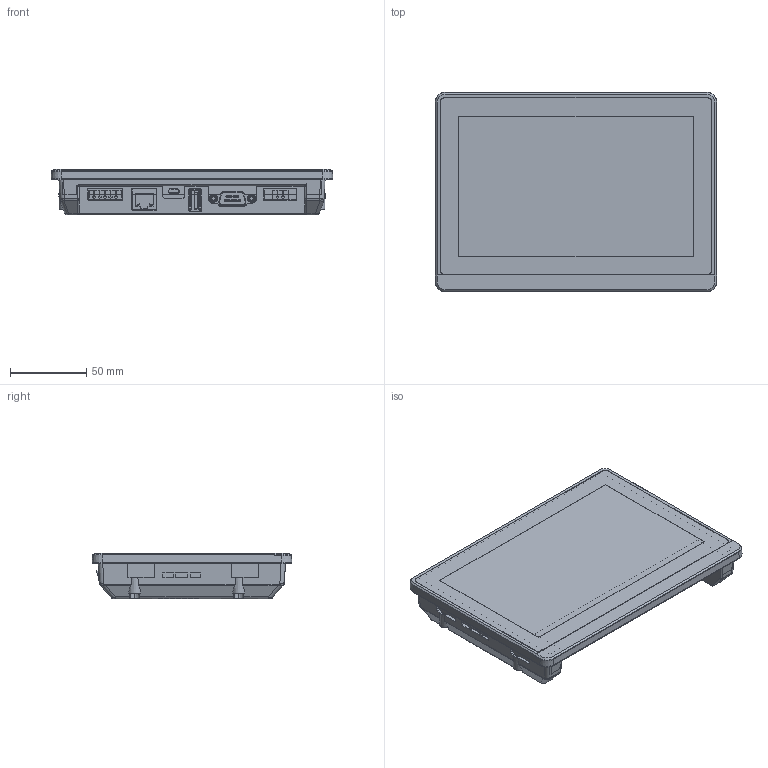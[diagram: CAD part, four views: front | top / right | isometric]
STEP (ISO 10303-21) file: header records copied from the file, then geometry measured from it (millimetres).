
FILE_DESCRIPTION (( 'STEP AP214' ), '1' );
FILE_NAME ('ETÑ-A8TS-HSSE-S-070_Ïàíåëü îïåðàòîðà åìêîñòíàÿ ETÑ 7” ïëàñòèêîâûé êîðïóñ ONI.STEP', '2018-09-25T13:15:28', ( '' ), ( '' ), 'SwSTEP 2.0', 'SolidWorks 2014', '' );
FILE_SCHEMA (( 'AUTOMOTIVE_DESIGN' ));
Length unit declared in the file: millimetre
Products named in the file (1): ETÑ-A8TS-HSSE-S-070_Ïàíåëü îïåðàòîðà åìêîñòíàÿ ETÑ 7” ïëàñòèêîâûé êîðïóñ ONI
Bounding box: 185.1 x 131.1 x 30 mm (x, y, z)
Surface area: 137543.1 mm2 (no closed solid volume)
Topology: 0 solids, 26 shells, 722 faces, 2667 edges, 1925 vertices
Faces by surface type: plane 283, cylinder 189, bspline 173, cone 77
Entity records: 43495 total; most frequent: CARTESIAN_POINT 15247, ORIENTED_EDGE 4199, DIRECTION 3758, EDGE_CURVE 2664, VERTEX_POINT 1925, VECTOR 1420, LINE 1420, AXIS2_PLACEMENT_3D 1169
